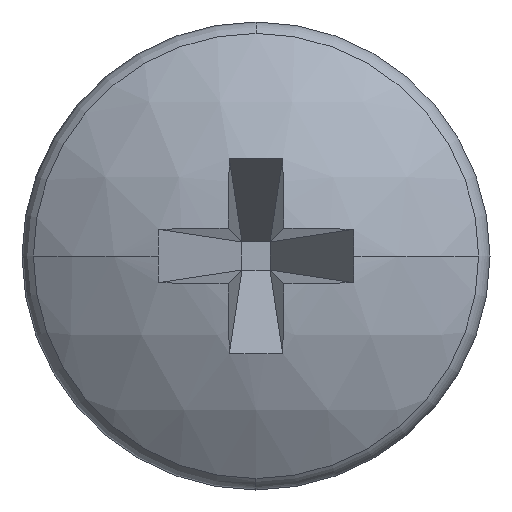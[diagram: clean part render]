
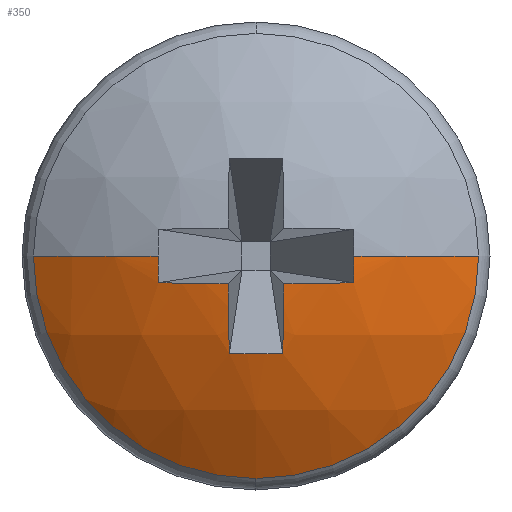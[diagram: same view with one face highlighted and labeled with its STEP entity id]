
A CAD part, left-side view. The second image highlights one B-rep face of the part: STEP entity #350.
In plain terms, the highlighted spherical face has radius 3.2 mm.
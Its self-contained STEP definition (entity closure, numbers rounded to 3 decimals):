
#1 = AXIS2_PLACEMENT_3D ( 'NONE', #4, #2, #5 ) ;
#2 = DIRECTION ( 'NONE',  ( 0.553, 0., -0.833 ) ) ;
#4 = CARTESIAN_POINT ( 'NONE',  ( 2.64, 0., 0.843 ) ) ;
#5 = DIRECTION ( 'NONE',  ( -0.833, 0., -0.553 ) ) ;
#6 = CIRCLE ( 'NONE', #1, 3.036 ) ;
#7 = DIRECTION ( 'NONE',  ( -0.1, 0.995, 0. ) ) ;
#9 = CARTESIAN_POINT ( 'NONE',  ( 3.192, 0.082, 0. ) ) ;
#11 = AXIS2_PLACEMENT_3D ( 'NONE', #9, #7, #13 ) ;
#12 = CIRCLE ( 'NONE', #11, 3.199 ) ;
#13 = DIRECTION ( 'NONE',  ( -0.995, -0.1, 0. ) ) ;
#15 = DIRECTION ( 'NONE',  ( 0.995, 0., 0.1 ) ) ;
#19 = DIRECTION ( 'NONE',  ( 0., 0., -1. ) ) ;
#20 = CARTESIAN_POINT ( 'NONE',  ( 3.2, 0., 0. ) ) ;
#21 = AXIS2_PLACEMENT_3D ( 'NONE', #20, #19, #25 ) ;
#22 = CIRCLE ( 'NONE', #21, 3.2 ) ;
#25 = DIRECTION ( 'NONE',  ( 0., 1., 0. ) ) ;
#30 = DIRECTION ( 'NONE',  ( 0.833, 0.553, 0. ) ) ;
#31 = DIRECTION ( 'NONE',  ( 0.553, -0.833, 0. ) ) ;
#32 = AXIS2_PLACEMENT_3D ( 'NONE', #36, #31, #30 ) ;
#33 = CIRCLE ( 'NONE', #32, 3.036 ) ;
#36 = CARTESIAN_POINT ( 'NONE',  ( 2.64, 0.843, 0. ) ) ;
#37 = CARTESIAN_POINT ( 'NONE',  ( 0.018, -0.238, -0.238 ) ) ;
#42 = AXIS2_PLACEMENT_3D ( 'NONE', #68, #59, #47 ) ;
#43 = CIRCLE ( 'NONE', #42, 3.036 ) ;
#44 = CIRCLE ( 'NONE', #54, 3.199 ) ;
#45 = CARTESIAN_POINT ( 'NONE',  ( 0.627, -1.903, 0. ) ) ;
#46 = CIRCLE ( 'NONE', #70, 3.2 ) ;
#47 = DIRECTION ( 'NONE',  ( -0.833, 0.553, 0. ) ) ;
#48 = DIRECTION ( 'NONE',  ( -0.1, -0.995, 0. ) ) ;
#49 = DIRECTION ( 'NONE',  ( -0.1, 0., 0.995 ) ) ;
#50 = CARTESIAN_POINT ( 'NONE',  ( 3.192, 0., 0.082 ) ) ;
#51 = AXIS2_PLACEMENT_3D ( 'NONE', #50, #49, #15 ) ;
#52 = CIRCLE ( 'NONE', #51, 3.199 ) ;
#53 = CIRCLE ( 'NONE', #61, 1.903 ) ;
#54 = AXIS2_PLACEMENT_3D ( 'NONE', #58, #48, #62 ) ;
#55 = CARTESIAN_POINT ( 'NONE',  ( 0.118, -0.228, -0.831 ) ) ;
#56 = DIRECTION ( 'NONE',  ( 0., 0., 1. ) ) ;
#57 = DIRECTION ( 'NONE',  ( -1., 0., 0. ) ) ;
#58 = CARTESIAN_POINT ( 'NONE',  ( 3.192, -0.082, 0. ) ) ;
#59 = DIRECTION ( 'NONE',  ( 0.553, 0.833, 0. ) ) ;
#60 = CARTESIAN_POINT ( 'NONE',  ( 0.627, 0., 0. ) ) ;
#61 = AXIS2_PLACEMENT_3D ( 'NONE', #60, #57, #56 ) ;
#62 = DIRECTION ( 'NONE',  ( 0.995, -0.1, 0. ) ) ;
#63 = CARTESIAN_POINT ( 'NONE',  ( 0.111, 0.836, 0. ) ) ;
#64 = CARTESIAN_POINT ( 'NONE',  ( 0.118, 0.228, -0.831 ) ) ;
#65 = DIRECTION ( 'NONE',  ( 1., 0., 0. ) ) ;
#66 = DIRECTION ( 'NONE',  ( 0., 0., 1. ) ) ;
#67 = CARTESIAN_POINT ( 'NONE',  ( 3.2, 0., 0. ) ) ;
#68 = CARTESIAN_POINT ( 'NONE',  ( 2.64, -0.843, 0. ) ) ;
#69 = CARTESIAN_POINT ( 'NONE',  ( 0.118, 0.831, -0.228 ) ) ;
#70 = AXIS2_PLACEMENT_3D ( 'NONE', #67, #66, #65 ) ;
#72 = DIRECTION ( 'NONE',  ( 0.995, 0., 0.1 ) ) ;
#73 = CARTESIAN_POINT ( 'NONE',  ( 0.111, -0.836, 0. ) ) ;
#74 = CARTESIAN_POINT ( 'NONE',  ( 0.118, -0.831, -0.228 ) ) ;
#75 = AXIS2_PLACEMENT_3D ( 'NONE', #77, #78, #72 ) ;
#76 = CIRCLE ( 'NONE', #75, 3.199 ) ;
#77 = CARTESIAN_POINT ( 'NONE',  ( 3.192, 0., 0.082 ) ) ;
#78 = DIRECTION ( 'NONE',  ( -0.1, 0., 0.995 ) ) ;
#97 = CARTESIAN_POINT ( 'NONE',  ( 0.018, 0.238, -0.238 ) ) ;
#299 = VERTEX_POINT ( 'NONE', #548 ) ;
#310 = EDGE_CURVE ( 'NONE', #321, #299, #622, .T. ) ;
#321 = VERTEX_POINT ( 'NONE', #659 ) ;
#350 = ADVANCED_FACE ( 'NONE', ( #682 ), #681, .T. ) ;
#351 = EDGE_LOOP ( 'NONE', ( #359, #366, #389, #370, #390, #380, #367, #377, #376, #401, #385 ) ) ;
#359 = ORIENTED_EDGE ( 'NONE', *, *, #310, .T. ) ;
#365 = EDGE_CURVE ( 'NONE', #392, #396, #22, .T. ) ;
#366 = ORIENTED_EDGE ( 'NONE', *, *, #393, .T. ) ;
#367 = ORIENTED_EDGE ( 'NONE', *, *, #399, .T. ) ;
#368 = EDGE_CURVE ( 'NONE', #394, #372, #12, .T. ) ;
#370 = ORIENTED_EDGE ( 'NONE', *, *, #371, .T. ) ;
#371 = EDGE_CURVE ( 'NONE', #396, #397, #33, .T. ) ;
#372 = VERTEX_POINT ( 'NONE', #37 ) ;
#376 = ORIENTED_EDGE ( 'NONE', *, *, #395, .F. ) ;
#377 = ORIENTED_EDGE ( 'NONE', *, *, #378, .F. ) ;
#378 = EDGE_CURVE ( 'NONE', #400, #379, #44, .T. ) ;
#379 = VERTEX_POINT ( 'NONE', #64 ) ;
#380 = ORIENTED_EDGE ( 'NONE', *, *, #368, .F. ) ;
#384 = VERTEX_POINT ( 'NONE', #63 ) ;
#385 = ORIENTED_EDGE ( 'NONE', *, *, #386, .F. ) ;
#386 = EDGE_CURVE ( 'NONE', #321, #384, #46, .T. ) ;
#387 = EDGE_CURVE ( 'NONE', #388, #384, #43, .T. ) ;
#388 = VERTEX_POINT ( 'NONE', #69 ) ;
#389 = ORIENTED_EDGE ( 'NONE', *, *, #365, .T. ) ;
#390 = ORIENTED_EDGE ( 'NONE', *, *, #398, .F. ) ;
#392 = VERTEX_POINT ( 'NONE', #45 ) ;
#393 = EDGE_CURVE ( 'NONE', #299, #392, #53, .T. ) ;
#394 = VERTEX_POINT ( 'NONE', #55 ) ;
#395 = EDGE_CURVE ( 'NONE', #388, #400, #52, .T. ) ;
#396 = VERTEX_POINT ( 'NONE', #73 ) ;
#397 = VERTEX_POINT ( 'NONE', #74 ) ;
#398 = EDGE_CURVE ( 'NONE', #372, #397, #76, .T. ) ;
#399 = EDGE_CURVE ( 'NONE', #394, #379, #6, .T. ) ;
#400 = VERTEX_POINT ( 'NONE', #97 ) ;
#401 = ORIENTED_EDGE ( 'NONE', *, *, #387, .T. ) ;
#548 = CARTESIAN_POINT ( 'NONE',  ( 0.627, 0., -1.903 ) ) ;
#618 = DIRECTION ( 'NONE',  ( 0., 0., 1. ) ) ;
#619 = DIRECTION ( 'NONE',  ( -1., 0., 0. ) ) ;
#620 = CARTESIAN_POINT ( 'NONE',  ( 0.627, 0., 0. ) ) ;
#621 = AXIS2_PLACEMENT_3D ( 'NONE', #620, #619, #618 ) ;
#622 = CIRCLE ( 'NONE', #621, 1.903 ) ;
#659 = CARTESIAN_POINT ( 'NONE',  ( 0.627, 1.903, 0. ) ) ;
#677 = DIRECTION ( 'NONE',  ( 0., 1., 0. ) ) ;
#678 = DIRECTION ( 'NONE',  ( 0., 0., -1. ) ) ;
#679 = AXIS2_PLACEMENT_3D ( 'NONE', #680, #678, #677 ) ;
#680 = CARTESIAN_POINT ( 'NONE',  ( 3.2, 0., 0. ) ) ;
#681 = SPHERICAL_SURFACE ( 'NONE', #679, 3.2 ) ;
#682 = FACE_OUTER_BOUND ( 'NONE', #351, .T. ) ;
